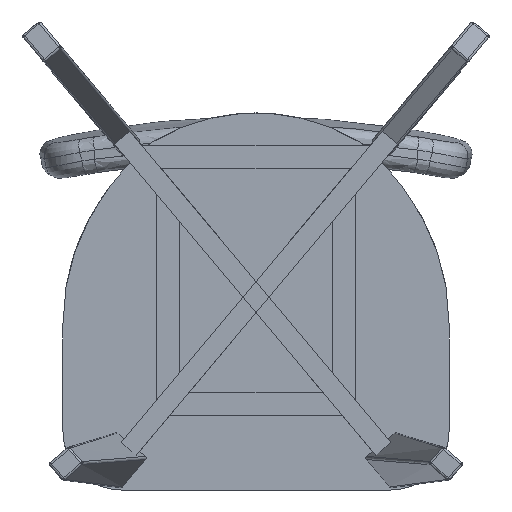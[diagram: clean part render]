
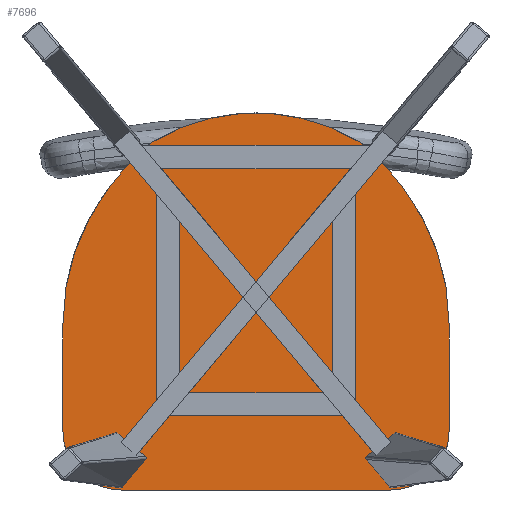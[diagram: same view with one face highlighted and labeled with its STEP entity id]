
A CAD part, front view. The second image highlights one B-rep face of the part: STEP entity #7696.
In plain terms, the highlighted planar face has unit normal (0, -1, 0).
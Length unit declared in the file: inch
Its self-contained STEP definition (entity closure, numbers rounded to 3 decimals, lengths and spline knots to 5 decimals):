
#144 = CARTESIAN_POINT ( 'NONE',  ( 2.87512, 1.08268, 4.11197 ) ) ;
#264 = EDGE_CURVE ( 'NONE', #1290, #6225, #10823, .T. ) ;
#348 = CARTESIAN_POINT ( 'NONE',  ( 8.46457, 1.08268, -1.18058 ) ) ;
#401 = EDGE_CURVE ( 'NONE', #9359, #2500, #9237, .T. ) ;
#465 = EDGE_CURVE ( 'NONE', #6225, #10160, #5318, .T. ) ;
#485 = ORIENTED_EDGE ( 'NONE', *, *, #10843, .F. ) ;
#669 = DIRECTION ( 'NONE',  ( -1., 0., 0. ) ) ;
#1041 = DIRECTION ( 'NONE',  ( 0., 0., 1. ) ) ;
#1204 = ORIENTED_EDGE ( 'NONE', *, *, #8804, .F. ) ;
#1209 = CARTESIAN_POINT ( 'NONE',  ( 5.11811, 1.08268, 6.32309 ) ) ;
#1276 = DIRECTION ( 'NONE',  ( 0., 1., 0. ) ) ;
#1290 = VERTEX_POINT ( 'NONE', #348 ) ;
#1336 = CARTESIAN_POINT ( 'NONE',  ( 6.15755, 1.08268, -4.79231 ) ) ;
#1493 = PLANE ( 'NONE',  #10691 ) ;
#1510 = ORIENTED_EDGE ( 'NONE', *, *, #264, .T. ) ;
#1536 = DIRECTION ( 'NONE',  ( 0., 0., 1. ) ) ;
#1746 = CARTESIAN_POINT ( 'NONE',  ( -5.90551, 1.08268, -8.46457 ) ) ;
#1831 = CARTESIAN_POINT ( 'NONE',  ( -1.37795, 1.08268, -1.18058 ) ) ;
#1910 = CIRCLE ( 'NONE', #5663, 3.14961 ) ;
#1974 = ORIENTED_EDGE ( 'NONE', *, *, #465, .T. ) ;
#1986 = DIRECTION ( 'NONE',  ( 0., -1., 0. ) ) ;
#2039 = ORIENTED_EDGE ( 'NONE', *, *, #3728, .T. ) ;
#2049 = CARTESIAN_POINT ( 'NONE',  ( 1.37795, 1.08268, -1.18058 ) ) ;
#2093 = DIRECTION ( 'NONE',  ( 0., 0., 1. ) ) ;
#2160 = DIRECTION ( 'NONE',  ( 0., -1., 0. ) ) ;
#2404 = VERTEX_POINT ( 'NONE', #6113 ) ;
#2500 = VERTEX_POINT ( 'NONE', #9753 ) ;
#2574 = CARTESIAN_POINT ( 'NONE',  ( -5.11811, 1.08268, 6.32309 ) ) ;
#2773 = CARTESIAN_POINT ( 'NONE',  ( 8.46457, 1.08268, 0. ) ) ;
#2977 = EDGE_CURVE ( 'NONE', #9817, #6788, #3917, .T. ) ;
#3015 = ORIENTED_EDGE ( 'NONE', *, *, #9580, .T. ) ;
#3031 = AXIS2_PLACEMENT_3D ( 'NONE', #9801, #1276, #4009 ) ;
#3078 = VECTOR ( 'NONE', #669, 39.37008 ) ;
#3287 = VERTEX_POINT ( 'NONE', #6734 ) ;
#3561 = LINE ( 'NONE', #2773, #4853 ) ;
#3588 = VERTEX_POINT ( 'NONE', #1746 ) ;
#3597 = CARTESIAN_POINT ( 'NONE',  ( 0., 1.08268, -0.59055 ) ) ;
#3712 = DIRECTION ( 'NONE',  ( 0., 0., 1. ) ) ;
#3728 = EDGE_CURVE ( 'NONE', #3287, #3588, #10446, .T. ) ;
#3773 = DIRECTION ( 'NONE',  ( 0., -1., 0. ) ) ;
#3790 = EDGE_CURVE ( 'NONE', #10160, #2404, #1910, .T. ) ;
#3867 = CARTESIAN_POINT ( 'NONE',  ( 8.46457, 1.08268, -5.90551 ) ) ;
#3917 = CIRCLE ( 'NONE', #3031, 2.55906 ) ;
#3962 = DIRECTION ( 'NONE',  ( 0., 0., 1. ) ) ;
#4009 = DIRECTION ( 'NONE',  ( 0., 0., 1. ) ) ;
#4280 = VECTOR ( 'NONE', #10675, 39.37008 ) ;
#4358 = ORIENTED_EDGE ( 'NONE', *, *, #3790, .T. ) ;
#4853 = VECTOR ( 'NONE', #7796, 39.37008 ) ;
#4872 = VERTEX_POINT ( 'NONE', #7334 ) ;
#5180 = CIRCLE ( 'NONE', #9803, 8.66142 ) ;
#5318 = CIRCLE ( 'NONE', #6933, 15.83328 ) ;
#5497 = DIRECTION ( 'NONE',  ( 0., 1., 0. ) ) ;
#5508 = AXIS2_PLACEMENT_3D ( 'NONE', #9619, #7950, #3712 ) ;
#5554 = CARTESIAN_POINT ( 'NONE',  ( 5.90551, 1.08268, -8.46457 ) ) ;
#5569 = FACE_OUTER_BOUND ( 'NONE', #6116, .T. ) ;
#5663 = AXIS2_PLACEMENT_3D ( 'NONE', #144, #1986, #2093 ) ;
#5915 = AXIS2_PLACEMENT_3D ( 'NONE', #1336, #8133, #3962 ) ;
#6113 = CARTESIAN_POINT ( 'NONE',  ( 4.51804, 1.08268, 6.79913 ) ) ;
#6116 = EDGE_LOOP ( 'NONE', ( #1974, #4358, #8669, #7116, #10109, #1204, #3015, #2039, #485, #7416, #10202, #1510 ) ) ;
#6225 = VERTEX_POINT ( 'NONE', #6878 ) ;
#6242 = CARTESIAN_POINT ( 'NONE',  ( -6.4747, 1.08268, 4.75331 ) ) ;
#6446 = CIRCLE ( 'NONE', #5915, 15.83328 ) ;
#6547 = EDGE_CURVE ( 'NONE', #7974, #9359, #6446, .T. ) ;
#6593 = CIRCLE ( 'NONE', #8351, 9.84252 ) ;
#6597 = LINE ( 'NONE', #6709, #3078 ) ;
#6634 = CARTESIAN_POINT ( 'NONE',  ( -8.46457, 1.08268, 0. ) ) ;
#6682 = EDGE_CURVE ( 'NONE', #2404, #2500, #5180, .T. ) ;
#6709 = CARTESIAN_POINT ( 'NONE',  ( 0., 1.08268, -8.46457 ) ) ;
#6734 = CARTESIAN_POINT ( 'NONE',  ( -8.46457, 1.08268, -5.90551 ) ) ;
#6788 = VERTEX_POINT ( 'NONE', #5554 ) ;
#6878 = CARTESIAN_POINT ( 'NONE',  ( 6.4747, 1.08268, 4.75331 ) ) ;
#6933 = AXIS2_PLACEMENT_3D ( 'NONE', #8172, #2160, #1536 ) ;
#7116 = ORIENTED_EDGE ( 'NONE', *, *, #401, .F. ) ;
#7334 = CARTESIAN_POINT ( 'NONE',  ( -8.46457, 1.08268, -1.18058 ) ) ;
#7416 = ORIENTED_EDGE ( 'NONE', *, *, #2977, .F. ) ;
#7460 = AXIS2_PLACEMENT_3D ( 'NONE', #1831, #3773, #1041 ) ;
#7696 = ADVANCED_FACE ( 'NONE', ( #5569 ), #1493, .F. ) ;
#7736 = DIRECTION ( 'NONE',  ( 0., -1., 0. ) ) ;
#7796 = DIRECTION ( 'NONE',  ( 0., 0., -1. ) ) ;
#7893 = DIRECTION ( 'NONE',  ( 0., 0., 1. ) ) ;
#7950 = DIRECTION ( 'NONE',  ( 0., 1., 0. ) ) ;
#7974 = VERTEX_POINT ( 'NONE', #6242 ) ;
#8133 = DIRECTION ( 'NONE',  ( 0., 1., 0. ) ) ;
#8172 = CARTESIAN_POINT ( 'NONE',  ( -6.15755, 1.08268, -4.79231 ) ) ;
#8290 = CARTESIAN_POINT ( 'NONE',  ( 0., 1.08268, 0. ) ) ;
#8351 = AXIS2_PLACEMENT_3D ( 'NONE', #2049, #5497, #8730 ) ;
#8506 = AXIS2_PLACEMENT_3D ( 'NONE', #8618, #9141, #10968 ) ;
#8618 = CARTESIAN_POINT ( 'NONE',  ( -5.90551, 1.08268, -5.90551 ) ) ;
#8669 = ORIENTED_EDGE ( 'NONE', *, *, #6682, .T. ) ;
#8730 = DIRECTION ( 'NONE',  ( 0., 0., 1. ) ) ;
#8804 = EDGE_CURVE ( 'NONE', #4872, #7974, #6593, .T. ) ;
#8908 = DIRECTION ( 'NONE',  ( 0., 1., 0. ) ) ;
#8960 = DIRECTION ( 'NONE',  ( 0., 0., 1. ) ) ;
#9141 = DIRECTION ( 'NONE',  ( 0., -1., 0. ) ) ;
#9237 = CIRCLE ( 'NONE', #5508, 3.14961 ) ;
#9359 = VERTEX_POINT ( 'NONE', #2574 ) ;
#9580 = EDGE_CURVE ( 'NONE', #4872, #3287, #10898, .T. ) ;
#9619 = CARTESIAN_POINT ( 'NONE',  ( -2.87512, 1.08268, 4.11197 ) ) ;
#9753 = CARTESIAN_POINT ( 'NONE',  ( -4.51804, 1.08268, 6.79913 ) ) ;
#9801 = CARTESIAN_POINT ( 'NONE',  ( 5.90551, 1.08268, -5.90551 ) ) ;
#9803 = AXIS2_PLACEMENT_3D ( 'NONE', #3597, #7736, #7893 ) ;
#9817 = VERTEX_POINT ( 'NONE', #3867 ) ;
#10109 = ORIENTED_EDGE ( 'NONE', *, *, #6547, .F. ) ;
#10154 = EDGE_CURVE ( 'NONE', #1290, #9817, #3561, .T. ) ;
#10160 = VERTEX_POINT ( 'NONE', #1209 ) ;
#10202 = ORIENTED_EDGE ( 'NONE', *, *, #10154, .F. ) ;
#10446 = CIRCLE ( 'NONE', #8506, 2.55906 ) ;
#10675 = DIRECTION ( 'NONE',  ( 0., 0., -1. ) ) ;
#10691 = AXIS2_PLACEMENT_3D ( 'NONE', #8290, #8908, #8960 ) ;
#10823 = CIRCLE ( 'NONE', #7460, 9.84252 ) ;
#10843 = EDGE_CURVE ( 'NONE', #6788, #3588, #6597, .T. ) ;
#10898 = LINE ( 'NONE', #6634, #4280 ) ;
#10968 = DIRECTION ( 'NONE',  ( 0., 0., 1. ) ) ;
